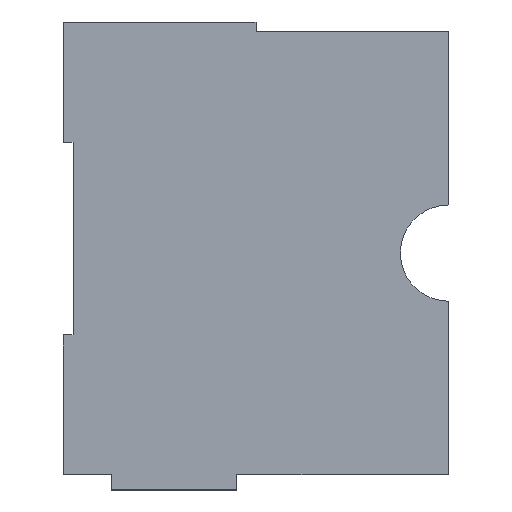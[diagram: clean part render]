
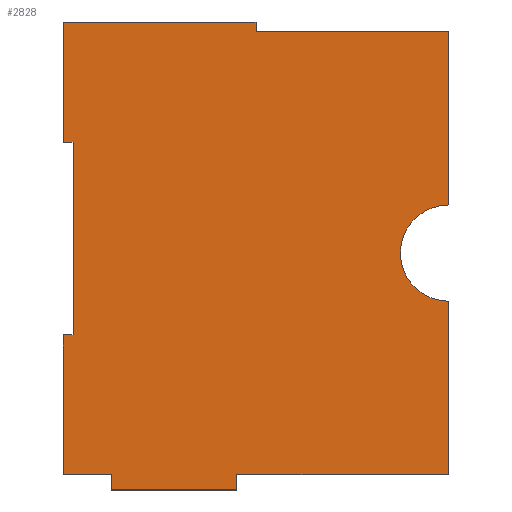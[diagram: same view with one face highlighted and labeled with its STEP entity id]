
A CAD part, top view. The second image highlights one B-rep face of the part: STEP entity #2828.
In plain terms, the highlighted planar face has unit normal (0, 0, 1).
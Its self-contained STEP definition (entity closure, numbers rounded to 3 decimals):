
#17=CIRCLE('',#2932,25.);
#105=PLANE('',#2931);
#254=FACE_OUTER_BOUND('',#415,.T.);
#415=EDGE_LOOP('',(#2568,#2569,#2570,#2571,#2572,#2573,#2574,#2575,#2576,
#2577,#2578,#2579,#2580,#2581,#2582,#2583));
#683=LINE('',#5240,#968);
#684=LINE('',#5243,#969);
#687=LINE('',#5249,#972);
#689=LINE('',#5253,#974);
#690=LINE('',#5256,#975);
#692=LINE('',#5260,#977);
#693=LINE('',#5262,#978);
#694=LINE('',#5266,#979);
#695=LINE('',#5268,#980);
#696=LINE('',#5270,#981);
#697=LINE('',#5272,#982);
#698=LINE('',#5274,#983);
#699=LINE('',#5276,#984);
#700=LINE('',#5278,#985);
#701=LINE('',#5279,#986);
#968=VECTOR('',#3346,10.);
#969=VECTOR('',#3349,10.);
#972=VECTOR('',#3356,10.);
#974=VECTOR('',#3360,10.);
#975=VECTOR('',#3363,10.);
#977=VECTOR('',#3367,10.);
#978=VECTOR('',#3368,10.);
#979=VECTOR('',#3371,10.);
#980=VECTOR('',#3372,10.);
#981=VECTOR('',#3373,10.);
#982=VECTOR('',#3374,10.);
#983=VECTOR('',#3375,10.);
#984=VECTOR('',#3376,10.);
#985=VECTOR('',#3377,10.);
#986=VECTOR('',#3378,10.);
#1379=VERTEX_POINT('',#5236);
#1380=VERTEX_POINT('',#5238);
#1381=VERTEX_POINT('',#5242);
#1382=VERTEX_POINT('',#5247);
#1383=VERTEX_POINT('',#5251);
#1384=VERTEX_POINT('',#5255);
#1385=VERTEX_POINT('',#5259);
#1386=VERTEX_POINT('',#5261);
#1387=VERTEX_POINT('',#5263);
#1388=VERTEX_POINT('',#5265);
#1389=VERTEX_POINT('',#5267);
#1390=VERTEX_POINT('',#5269);
#1391=VERTEX_POINT('',#5271);
#1392=VERTEX_POINT('',#5273);
#1393=VERTEX_POINT('',#5275);
#1394=VERTEX_POINT('',#5277);
#1776=EDGE_CURVE('',#1380,#1379,#683,.T.);
#1777=EDGE_CURVE('',#1381,#1379,#684,.T.);
#1780=EDGE_CURVE('',#1380,#1382,#687,.T.);
#1782=EDGE_CURVE('',#1383,#1381,#689,.T.);
#1783=EDGE_CURVE('',#1384,#1383,#690,.T.);
#1785=EDGE_CURVE('',#1382,#1385,#692,.T.);
#1786=EDGE_CURVE('',#1386,#1385,#693,.T.);
#1787=EDGE_CURVE('',#1386,#1387,#17,.T.);
#1788=EDGE_CURVE('',#1388,#1387,#694,.T.);
#1789=EDGE_CURVE('',#1388,#1389,#695,.T.);
#1790=EDGE_CURVE('',#1389,#1390,#696,.T.);
#1791=EDGE_CURVE('',#1390,#1391,#697,.T.);
#1792=EDGE_CURVE('',#1391,#1392,#698,.T.);
#1793=EDGE_CURVE('',#1392,#1393,#699,.T.);
#1794=EDGE_CURVE('',#1393,#1394,#700,.T.);
#1795=EDGE_CURVE('',#1394,#1384,#701,.T.);
#2568=ORIENTED_EDGE('',*,*,#1777,.T.);
#2569=ORIENTED_EDGE('',*,*,#1776,.F.);
#2570=ORIENTED_EDGE('',*,*,#1780,.T.);
#2571=ORIENTED_EDGE('',*,*,#1785,.T.);
#2572=ORIENTED_EDGE('',*,*,#1786,.F.);
#2573=ORIENTED_EDGE('',*,*,#1787,.T.);
#2574=ORIENTED_EDGE('',*,*,#1788,.F.);
#2575=ORIENTED_EDGE('',*,*,#1789,.T.);
#2576=ORIENTED_EDGE('',*,*,#1790,.T.);
#2577=ORIENTED_EDGE('',*,*,#1791,.T.);
#2578=ORIENTED_EDGE('',*,*,#1792,.T.);
#2579=ORIENTED_EDGE('',*,*,#1793,.T.);
#2580=ORIENTED_EDGE('',*,*,#1794,.T.);
#2581=ORIENTED_EDGE('',*,*,#1795,.T.);
#2582=ORIENTED_EDGE('',*,*,#1783,.T.);
#2583=ORIENTED_EDGE('',*,*,#1782,.T.);
#2828=ADVANCED_FACE('',(#254),#105,.T.);
#2931=AXIS2_PLACEMENT_3D('',#5258,#3365,#3366);
#2932=AXIS2_PLACEMENT_3D('',#5264,#3369,#3370);
#3346=DIRECTION('',(-1.,0.,0.));
#3349=DIRECTION('',(0.,-1.,0.));
#3356=DIRECTION('',(0.,1.,0.));
#3360=DIRECTION('',(1.,0.,0.));
#3363=DIRECTION('',(0.,-1.,0.));
#3365=DIRECTION('center_axis',(0.,0.,1.));
#3366=DIRECTION('ref_axis',(1.,0.,0.));
#3367=DIRECTION('',(1.,0.,0.));
#3368=DIRECTION('',(0.,-1.,0.));
#3369=DIRECTION('center_axis',(0.,0.,-1.));
#3370=DIRECTION('ref_axis',(-1.,0.,0.));
#3371=DIRECTION('',(0.,-1.,0.));
#3372=DIRECTION('',(-1.,0.,0.));
#3373=DIRECTION('',(0.,1.,0.));
#3374=DIRECTION('',(-1.,0.,0.));
#3375=DIRECTION('',(0.,-1.,0.));
#3376=DIRECTION('',(1.,0.,0.));
#3377=DIRECTION('',(0.,-1.,0.));
#3378=DIRECTION('',(-1.,0.,0.));
#5236=CARTESIAN_POINT('',(-175.,0.,-135.));
#5238=CARTESIAN_POINT('',(-110.,0.,-135.));
#5240=CARTESIAN_POINT('',(-215.,0.,-135.));
#5242=CARTESIAN_POINT('',(-175.,8.,-135.));
#5243=CARTESIAN_POINT('',(-175.,6.75,-135.));
#5247=CARTESIAN_POINT('',(-110.,8.,-135.));
#5249=CARTESIAN_POINT('',(-110.,8.,-135.));
#5251=CARTESIAN_POINT('',(-200.,8.,-135.));
#5253=CARTESIAN_POINT('',(-207.5,8.,-135.));
#5255=CARTESIAN_POINT('',(-200.,80.5,-135.));
#5256=CARTESIAN_POINT('',(-200.,8.,-135.));
#5258=CARTESIAN_POINT('Origin',(-215.,8.,-135.));
#5259=CARTESIAN_POINT('',(0.,8.,-135.));
#5260=CARTESIAN_POINT('',(-215.,8.,-135.));
#5261=CARTESIAN_POINT('',(0.,98.,-135.));
#5262=CARTESIAN_POINT('',(0.,65.5,-135.));
#5263=CARTESIAN_POINT('',(0.,148.,-135.));
#5264=CARTESIAN_POINT('Origin',(0.,123.,-135.));
#5265=CARTESIAN_POINT('',(0.,238.,-135.));
#5266=CARTESIAN_POINT('',(0.,65.5,-135.));
#5267=CARTESIAN_POINT('',(-100.,238.,-135.));
#5268=CARTESIAN_POINT('',(-107.5,238.,-135.));
#5269=CARTESIAN_POINT('',(-100.,243.,-135.));
#5270=CARTESIAN_POINT('',(-100.,133.,-135.));
#5271=CARTESIAN_POINT('',(-200.,243.,-135.));
#5272=CARTESIAN_POINT('',(-108.75,243.,-135.));
#5273=CARTESIAN_POINT('',(-200.,180.5,-135.));
#5274=CARTESIAN_POINT('',(-200.,8.,-135.));
#5275=CARTESIAN_POINT('',(-195.,180.5,-135.));
#5276=CARTESIAN_POINT('',(-215.,180.5,-135.));
#5277=CARTESIAN_POINT('',(-195.,80.5,-135.));
#5278=CARTESIAN_POINT('',(-195.,8.,-135.));
#5279=CARTESIAN_POINT('',(-212.5,80.5,-135.));
